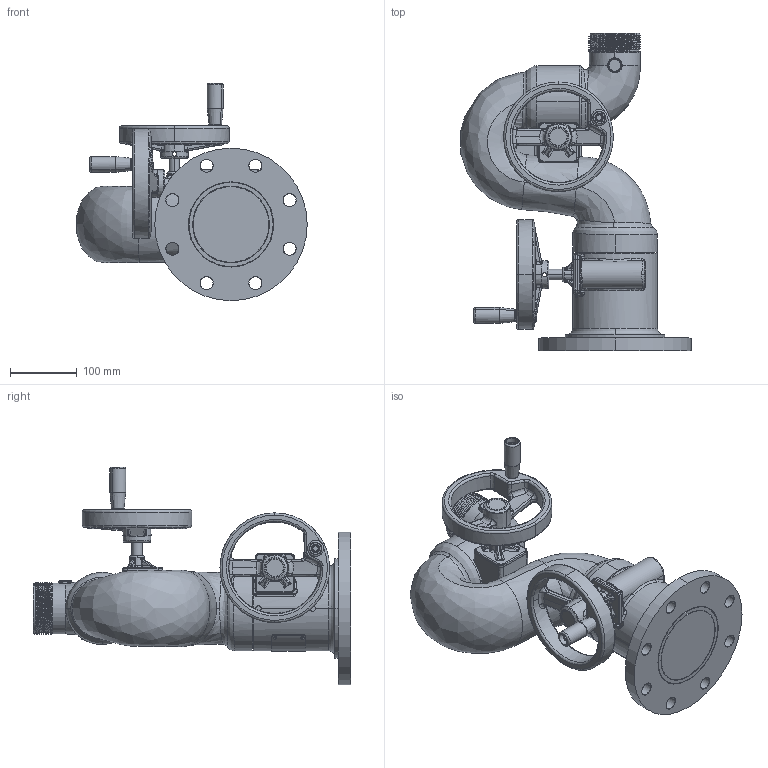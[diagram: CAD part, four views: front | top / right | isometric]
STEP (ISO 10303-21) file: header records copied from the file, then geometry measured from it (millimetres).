
FILE_DESCRIPTION (( 'STEP AP214' ), '1' );
FILE_NAME ('Vulcan-8500-03X wo nozzle.STEP', '2010-07-19T14:51:09', ( 'Rick' ), ( '' ), 'SwSTEP 2.0', 'SolidWorks 2010', '' );
FILE_SCHEMA (( 'AUTOMOTIVE_DESIGN' ));
Length unit declared in the file: inch
Products named in the file (16): Products.Monitors.8500-03X (Vulcan)-8500-03X (Vulcan)8500-03X4_Nozzle Vert; Products.Monitors.8500-03X (Vulcan)-8500-03X (Vulcan)17963001BASE - MONITOR 4-150 FF FLANGE 8500-03X3; Products.Monitors.8500-03 (Vulcan)-8500-03 (Vulcan)ALUM WORM AND HAND WHEEL ASSEMBLY5; Products.Monitors.8500-03 (Vulcan)-8500-03 (Vulcan)10465001ADAPTER - FLANGE ALUM 8500-03 8500-03X_1; Products.Monitors.8500-03 (Vulcan)-8500-03 (Vulcan)656550018; tim-8297(2.0)52018000CAPLUG (PLASTIC)1; tim-8297(2.0)71235101HANDWHEEL-BLACK(ALUM) 0.625 BORE 8297(2.0)2; tim-8297(2.0)36703101HANDLE-SPINNER (BLACK) ALUM 8297(2.0)1; Release-Details 55000 - 5999957316000O-RING 3.984 ID X 0.139 CS1; Products.Monitors.8500-03X (Vulcan)-8500-03X (Vulcan)44541000Label -Identification 8500-03X Vulcan1; Products.Monitors.8500-02 (Vulcan) Tiller-Vulcan (Tiller)61215100Screw-Drive #4 X 0.187-lg (Type U)REL1; Oulet Pivot^Products.Monitors.8500-03X (Vulcan)-8500-03X (Vulcan)8500-03X4; Products.Monitors.8500-03 (Vulcan)-8500-03 (Vulcan)28140001ELBOW - DISCHARGE (CA) 8500-035; Products.Monitors.8500-03X (Vulcan)-8500-03X (Vulcan)11783001ADAPTER-MALE BG ALUM 8500-03X_1; Products.Monitors.8500-03X (Vulcan)-8500-03X (Vulcan)18214001Body - Inlet (8500-03X)2; Vulcan-8500-03X wo nozzle
Assembly tree (19 placements, depth 4):
  Vulcan-8500-03X wo nozzle
    Products.Monitors.8500-03X (Vulcan)-8500-03X (Vulcan)8500-03X4_Nozzle Vert
      Products.Monitors.8500-02 (Vulcan) Tiller-Vulcan (Tiller)61215100Screw-Drive #4 X 0.187-lg (Type U)REL1  x4
      Products.Monitors.8500-03 (Vulcan)-8500-03 (Vulcan)ALUM WORM AND HAND WHEEL ASSEMBLY5  x2
        Products.Monitors.8500-03 (Vulcan)-8500-03 (Vulcan)656550018
        tim-8297(2.0)52018000CAPLUG (PLASTIC)1
        tim-8297(2.0)71235101HANDWHEEL-BLACK(ALUM) 0.625 BORE 8297(2.0)2
        tim-8297(2.0)36703101HANDLE-SPINNER (BLACK) ALUM 8297(2.0)1
        Products.Monitors.8500-03 (Vulcan)-8500-03 (Vulcan)10465001ADAPTER - FLANGE ALUM 8500-03 8500-03X_1
      Products.Monitors.8500-03X (Vulcan)-8500-03X (Vulcan)18214001Body - Inlet (8500-03X)2
      Products.Monitors.8500-03X (Vulcan)-8500-03X (Vulcan)17963001BASE - MONITOR 4-150 FF FLANGE 8500-03X3
      Products.Monitors.8500-03X (Vulcan)-8500-03X (Vulcan)11783001ADAPTER-MALE BG ALUM 8500-03X_1
      Oulet Pivot^Products.Monitors.8500-03X (Vulcan)-8500-03X (Vulcan)8500-03X4
        Products.Monitors.8500-03 (Vulcan)-8500-03 (Vulcan)28140001ELBOW - DISCHARGE (CA) 8500-035
      Release-Details 55000 - 5999957316000O-RING 3.984 ID X 0.139 CS1
      Products.Monitors.8500-03X (Vulcan)-8500-03X (Vulcan)44541000Label -Identification 8500-03X Vulcan1
Bounding box: 345.63 x 476.16 x 325.93 mm (x, y, z)
Volume: 2352925.9 mm3; surface area: 691809.1 mm2
Topology: 18 solids, 23 shells, 1151 faces, 2759 edges, 1636 vertices
Faces by surface type: bspline 472, cylinder 319, plane 141, cone 137, torus 81, sphere 1
Entity records: 55153 total; most frequent: CARTESIAN_POINT 32460, ORIENTED_EDGE 3742, DIRECTION 2579, EDGE_CURVE 1885, VERTEX_POINT 1157, AXIS2_PLACEMENT_3D 1089, EDGE_LOOP 877, B_SPLINE_CURVE_WITH_KNOTS 837
